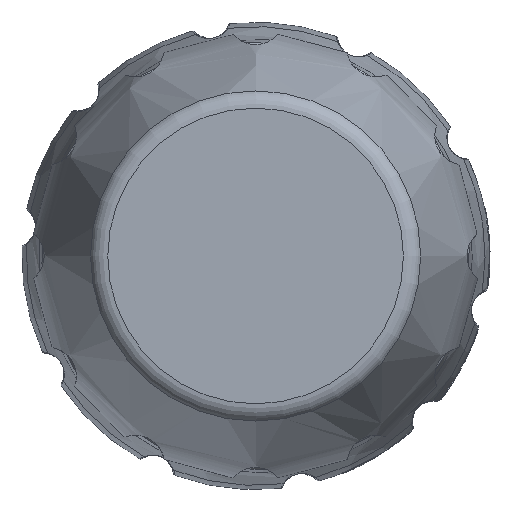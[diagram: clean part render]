
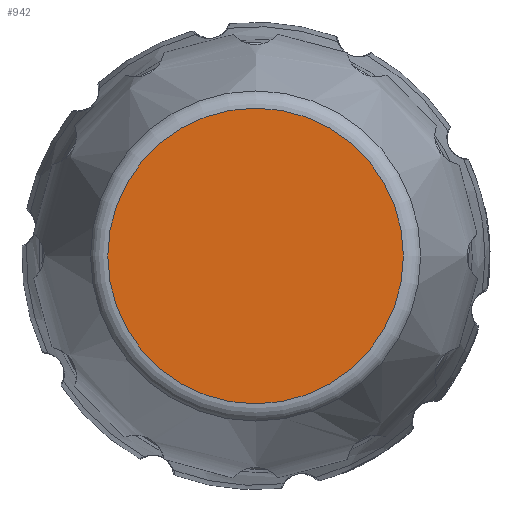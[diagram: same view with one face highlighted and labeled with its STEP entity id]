
A CAD part, left-side view. The second image highlights one B-rep face of the part: STEP entity #942.
In plain terms, the highlighted planar face has unit normal (-1, 0, 0).
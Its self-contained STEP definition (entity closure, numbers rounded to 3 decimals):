
#578=CIRCLE('',#7311,6.293);
#942=ADVANCED_FACE('',(#1456),#1332,.T.);
#1332=PLANE('',#7312);
#1456=FACE_OUTER_BOUND('',#1895,.T.);
#1895=EDGE_LOOP('',(#3353));
#3353=ORIENTED_EDGE('',*,*,#5961,.T.);
#5214=VERTEX_POINT('',#11715);
#5961=EDGE_CURVE('',#5214,#5214,#578,.T.);
#7311=AXIS2_PLACEMENT_3D('',#11714,#8112,#8113);
#7312=AXIS2_PLACEMENT_3D('',#11716,#8114,#8115);
#8112=DIRECTION('',(-1.,0.,0.));
#8113=DIRECTION('',(0.,0.,1.));
#8114=DIRECTION('',(-1.,0.,0.));
#8115=DIRECTION('',(0.,0.,1.));
#11714=CARTESIAN_POINT('',(-35.8,0.,0.));
#11715=CARTESIAN_POINT('',(-35.8,0.,6.293));
#11716=CARTESIAN_POINT('',(-35.8,0.,0.));
